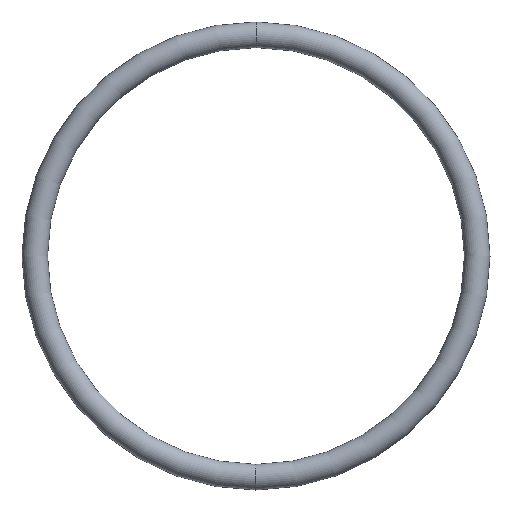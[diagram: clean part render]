
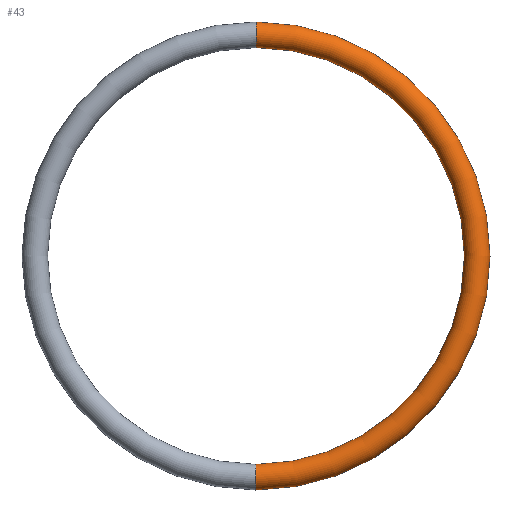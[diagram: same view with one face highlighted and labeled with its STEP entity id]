
A CAD part, left-side view. The second image highlights one B-rep face of the part: STEP entity #43.
In plain terms, the highlighted toroidal (fillet/blend) face has major radius 17.526 mm and minor radius 1.016 mm.
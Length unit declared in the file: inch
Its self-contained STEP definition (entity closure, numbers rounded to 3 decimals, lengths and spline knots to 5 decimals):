
#1 = CARTESIAN_POINT ( 'NONE',  ( 0.1, 0., 0.69 ) ) ;
#2 = DIRECTION ( 'NONE',  ( 0., 0., 1. ) ) ;
#3 = DIRECTION ( 'NONE',  ( -1., 0., 0. ) ) ;
#4 = CARTESIAN_POINT ( 'NONE',  ( 0.1, 0., 0. ) ) ;
#5 = AXIS2_PLACEMENT_3D ( 'NONE', #4, #3, #2 ) ;
#6 = CIRCLE ( 'NONE', #5, 0.73 ) ;
#7 = DIRECTION ( 'NONE',  ( 0., -1., 0. ) ) ;
#8 = CARTESIAN_POINT ( 'NONE',  ( 0.1, 0., -0.65 ) ) ;
#9 = CARTESIAN_POINT ( 'NONE',  ( 0.1, 0., -0.73 ) ) ;
#11 = VERTEX_POINT ( 'NONE', #9 ) ;
#12 = VERTEX_POINT ( 'NONE', #8 ) ;
#13 = EDGE_CURVE ( 'NONE', #11, #14, #6, .T. ) ;
#14 = VERTEX_POINT ( 'NONE', #51 ) ;
#15 = ORIENTED_EDGE ( 'NONE', *, *, #19, .T. ) ;
#16 = VERTEX_POINT ( 'NONE', #50 ) ;
#17 = EDGE_LOOP ( 'NONE', ( #48, #18, #15, #44 ) ) ;
#18 = ORIENTED_EDGE ( 'NONE', *, *, #13, .T. ) ;
#19 = EDGE_CURVE ( 'NONE', #14, #16, #53, .T. ) ;
#43 = ADVANCED_FACE ( 'NONE', ( #67 ), #59, .T. ) ;
#44 = ORIENTED_EDGE ( 'NONE', *, *, #45, .F. ) ;
#45 = EDGE_CURVE ( 'NONE', #12, #16, #87, .T. ) ;
#48 = ORIENTED_EDGE ( 'NONE', *, *, #49, .F. ) ;
#49 = EDGE_CURVE ( 'NONE', #11, #12, #164, .T. ) ;
#50 = CARTESIAN_POINT ( 'NONE',  ( 0.1, 0., 0.65 ) ) ;
#51 = CARTESIAN_POINT ( 'NONE',  ( 0.1, 0., 0.73 ) ) ;
#52 = AXIS2_PLACEMENT_3D ( 'NONE', #1, #7, #79 ) ;
#53 = CIRCLE ( 'NONE', #52, 0.04 ) ;
#55 = DIRECTION ( 'NONE',  ( 0., 0., 1. ) ) ;
#56 = DIRECTION ( 'NONE',  ( -1., 0., 0. ) ) ;
#57 = CARTESIAN_POINT ( 'NONE',  ( 0.1, 0., 0. ) ) ;
#58 = AXIS2_PLACEMENT_3D ( 'NONE', #57, #56, #55 ) ;
#59 = TOROIDAL_SURFACE ( 'NONE', #58, 0.69, 0.04 ) ;
#67 = FACE_OUTER_BOUND ( 'NONE', #17, .T. ) ;
#79 = DIRECTION ( 'NONE',  ( 0., 0., -1. ) ) ;
#83 = DIRECTION ( 'NONE',  ( 0., 0., 1. ) ) ;
#84 = DIRECTION ( 'NONE',  ( -1., 0., 0. ) ) ;
#85 = CARTESIAN_POINT ( 'NONE',  ( 0.1, 0., 0. ) ) ;
#86 = AXIS2_PLACEMENT_3D ( 'NONE', #85, #84, #83 ) ;
#87 = CIRCLE ( 'NONE', #86, 0.65 ) ;
#143 = DIRECTION ( 'NONE',  ( 0., 0., 1. ) ) ;
#144 = DIRECTION ( 'NONE',  ( 0., 1., 0. ) ) ;
#145 = AXIS2_PLACEMENT_3D ( 'NONE', #193, #144, #143 ) ;
#164 = CIRCLE ( 'NONE', #145, 0.04 ) ;
#193 = CARTESIAN_POINT ( 'NONE',  ( 0.1, 0., -0.69 ) ) ;
